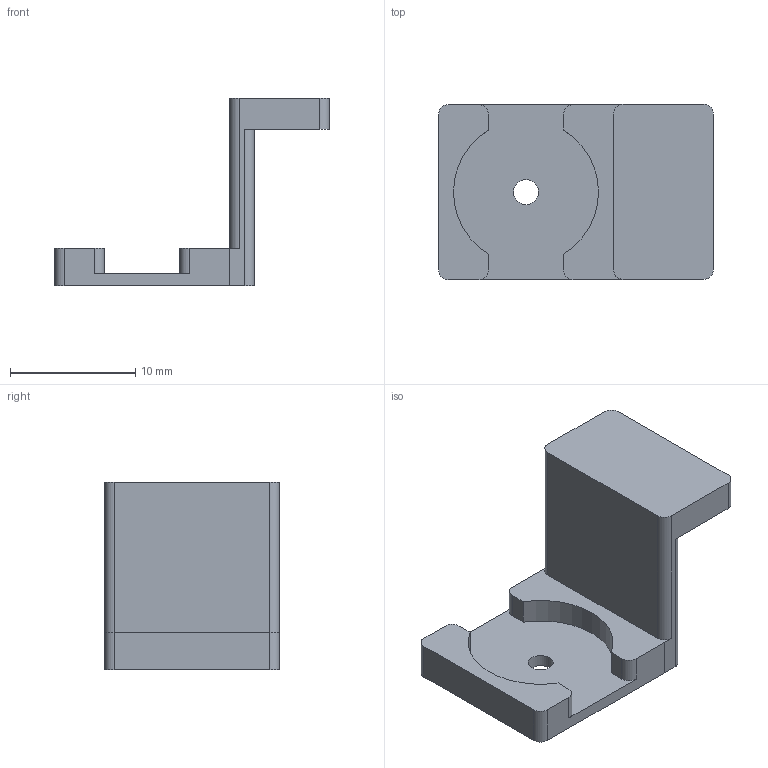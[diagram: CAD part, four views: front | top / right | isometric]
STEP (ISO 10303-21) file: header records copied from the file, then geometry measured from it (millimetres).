
FILE_DESCRIPTION(('FreeCAD Model'),'2;1');
FILE_NAME('Sujecion-servo-SG90.step','2018-09-03T20:01:45',('Author'),(''), 'Open CASCADE STEP processor 6.8','FreeCAD','Unknown');
FILE_SCHEMA(('AUTOMOTIVE_DESIGN_CC2 { 1 2 10303 214 -1 1 5 4 }'));
Length unit declared in the file: millimetre
Products named in the file (2): ASSEMBLY; Sujecion-servo-SG90
Assembly tree (1 placements, depth 2):
  ASSEMBLY
    Sujecion-servo-SG90
Bounding box: 22 x 14 x 15 mm (x, y, z)
Volume: 958.9 mm3; surface area: 1225.5 mm2
Topology: 1 solids, 1 shells, 34 faces, 100 edges, 68 vertices
Faces by surface type: plane 19, cylinder 15
Full cylindrical faces by diameter (mm): 2 x1
Entity records: 2521 total; most frequent: CARTESIAN_POINT 480, DIRECTION 386, LINE 236, VECTOR 236, ORIENTED_EDGE 200, PCURVE 200, DEFINITIONAL_REPRESENTATION 200, EDGE_CURVE 100
